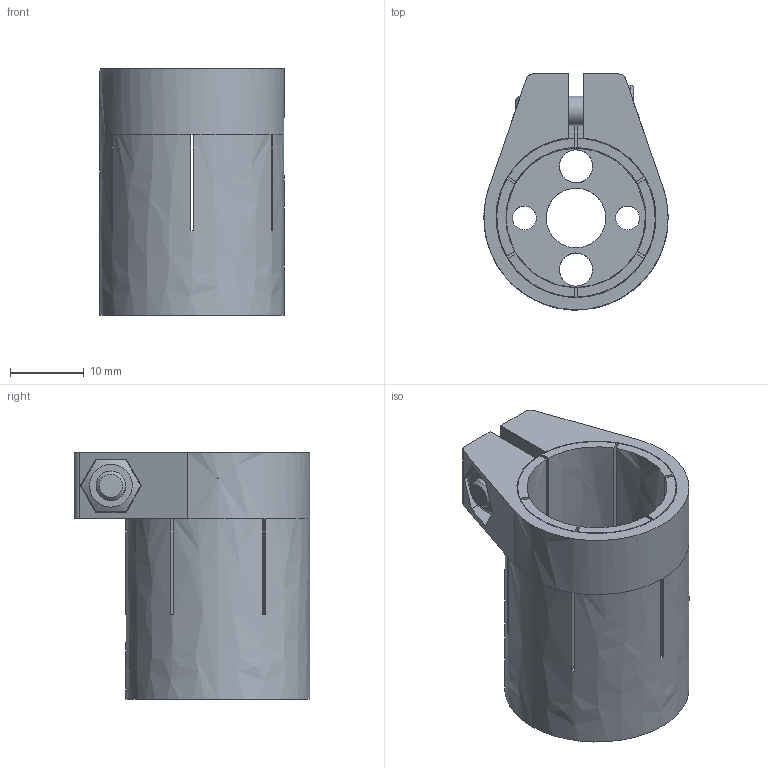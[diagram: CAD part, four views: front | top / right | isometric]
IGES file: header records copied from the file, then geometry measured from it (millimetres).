
Global section: file name: Kugelfassung; native system: Autodesk Inventor 2020; preprocessor: unknown; author: S. Sandt; organization: di-soric GmbH & Co. KG; date: 20200326.143825; units: millimetre
Bounding box: 25 x 32 x 33.5 mm (x, y, z)
Volume: 8626.3 mm3; surface area: 8282.8 mm2
Topology: 1 solids, 1 shells, 100 faces, 296 edges, 196 vertices
Faces by surface type: bspline 100
